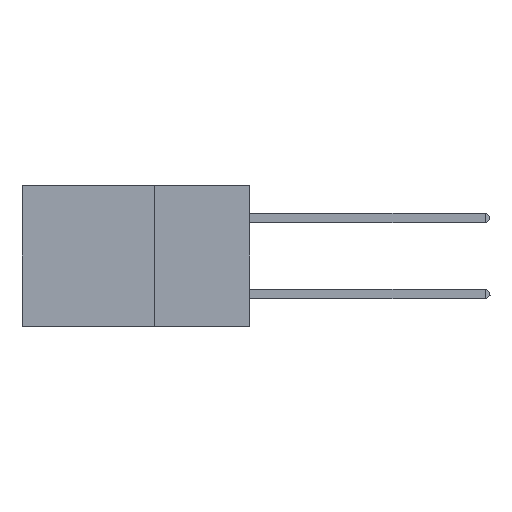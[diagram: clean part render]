
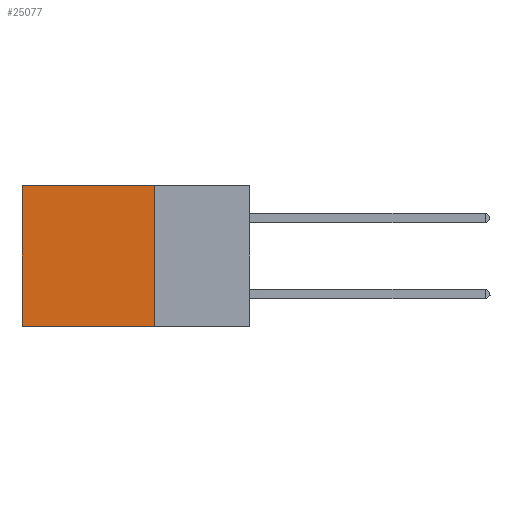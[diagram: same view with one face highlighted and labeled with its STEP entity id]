
A CAD part, left-side view. The second image highlights one B-rep face of the part: STEP entity #25077.
In plain terms, the highlighted planar face has unit normal (-1, 0, 0).
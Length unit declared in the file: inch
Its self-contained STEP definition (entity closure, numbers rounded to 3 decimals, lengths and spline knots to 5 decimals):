
#14 = VECTOR ( 'NONE', #31945, 39.37008 ) ;
#903 = VERTEX_POINT ( 'NONE', #18635 ) ;
#1039 = VECTOR ( 'NONE', #31044, 39.37008 ) ;
#2524 = EDGE_CURVE ( 'NONE', #33410, #13879, #15068, .T. ) ;
#2843 = DIRECTION ( 'NONE',  ( 0., 1., 0. ) ) ;
#3049 = CARTESIAN_POINT ( 'NONE',  ( 0.2875, 0.25, 0. ) ) ;
#5511 = ORIENTED_EDGE ( 'NONE', *, *, #39263, .F. ) ;
#7147 = ORIENTED_EDGE ( 'NONE', *, *, #2524, .F. ) ;
#7904 = AXIS2_PLACEMENT_3D ( 'NONE', #14777, #20889, #8408 ) ;
#8408 = DIRECTION ( 'NONE',  ( 0., 0., -1. ) ) ;
#8746 = CARTESIAN_POINT ( 'NONE',  ( 0.2875, 0.6, -0.37 ) ) ;
#8845 = LINE ( 'NONE', #3049, #1039 ) ;
#9029 = VERTEX_POINT ( 'NONE', #11062 ) ;
#9365 = CARTESIAN_POINT ( 'NONE',  ( 0.2875, 0.25, 0. ) ) ;
#11062 = CARTESIAN_POINT ( 'NONE',  ( 0.2875, 0.6, 0. ) ) ;
#11961 = EDGE_LOOP ( 'NONE', ( #35834, #7147, #5511, #29832 ) ) ;
#13879 = VERTEX_POINT ( 'NONE', #8746 ) ;
#14535 = CARTESIAN_POINT ( 'NONE',  ( 0.2875, 0.25, -0.37 ) ) ;
#14777 = CARTESIAN_POINT ( 'NONE',  ( 0.2875, 0.25, 0. ) ) ;
#15068 = LINE ( 'NONE', #21306, #16571 ) ;
#16571 = VECTOR ( 'NONE', #24311, 39.37008 ) ;
#17602 = FACE_OUTER_BOUND ( 'NONE', #11961, .T. ) ;
#17947 = LINE ( 'NONE', #37989, #14 ) ;
#18635 = CARTESIAN_POINT ( 'NONE',  ( 0.2875, 0.25, 0. ) ) ;
#20889 = DIRECTION ( 'NONE',  ( 1., 0., 0. ) ) ;
#21306 = CARTESIAN_POINT ( 'NONE',  ( 0.2875, 0.25, -0.37 ) ) ;
#24311 = DIRECTION ( 'NONE',  ( 0., 1., 0. ) ) ;
#24427 = PLANE ( 'NONE',  #7904 ) ;
#25077 = ADVANCED_FACE ( 'NONE', ( #17602 ), #24427, .F. ) ;
#27279 = EDGE_CURVE ( 'NONE', #903, #9029, #34915, .T. ) ;
#29832 = ORIENTED_EDGE ( 'NONE', *, *, #27279, .T. ) ;
#31044 = DIRECTION ( 'NONE',  ( 0., 0., -1. ) ) ;
#31945 = DIRECTION ( 'NONE',  ( 0., 0., -1. ) ) ;
#33410 = VERTEX_POINT ( 'NONE', #14535 ) ;
#33709 = EDGE_CURVE ( 'NONE', #9029, #13879, #17947, .T. ) ;
#34415 = VECTOR ( 'NONE', #2843, 39.37008 ) ;
#34915 = LINE ( 'NONE', #9365, #34415 ) ;
#35834 = ORIENTED_EDGE ( 'NONE', *, *, #33709, .T. ) ;
#37989 = CARTESIAN_POINT ( 'NONE',  ( 0.2875, 0.6, 0. ) ) ;
#39263 = EDGE_CURVE ( 'NONE', #903, #33410, #8845, .T. ) ;
